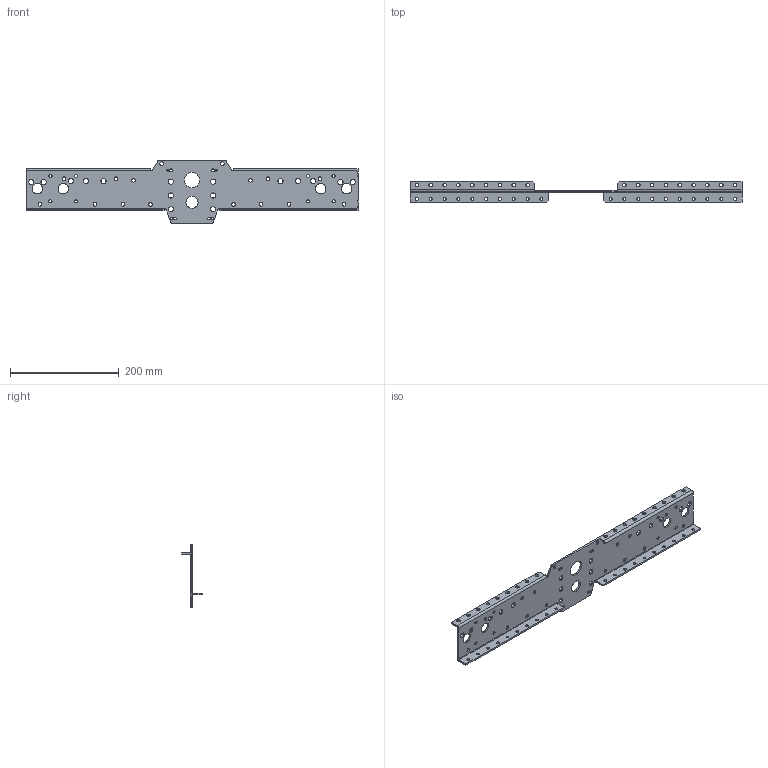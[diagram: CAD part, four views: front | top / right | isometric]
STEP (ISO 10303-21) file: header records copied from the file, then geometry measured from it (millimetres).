
FILE_DESCRIPTION(/* description */ (''),/* implementation_level */ '2;1');
FILE_NAME(/* name */ 'am-2952 AM14U2 Inside Sheet Wide.ipt.step',/* time_stamp */ '2015-01-02T19:12:23-08:00',/* author */ ('Autodesk Inc.'),/* organization */ (''),/* preprocessor_version */ 'ST-DEVELOPER v15.6',/* originating_system */ 'Autodesk Inventor 2015',/* authorisation */ '');
FILE_SCHEMA (('AUTOMOTIVE_DESIGN { 1 0 10303 214 3 1 1 }'));
Length unit declared in the file: inch
Products named in the file (1): am-2952 AM14U2 Inside Sheet Wide
Bounding box: 609.6 x 38.1 x 116.33 mm (x, y, z)
Volume: 196627.4 mm3; surface area: 135820.9 mm2
Topology: 1 solids, 1 shells, 170 faces, 480 edges, 312 vertices
Faces by surface type: cylinder 120, plane 50
Full cylindrical faces by diameter (mm): 4.064 x4, 5.08 x4, 5.334 x24, 6.706 x32, 6.807 x2, 9.525 x6, 9.652 x10, 19.05 x4, 22.225 x1, 28.575 x1
Entity records: 5553 total; most frequent: DIRECTION 974, CARTESIAN_POINT 875, ORIENTED_EDGE 784, EDGE_LOOP 442, AXIS2_PLACEMENT_3D 411, EDGE_CURVE 392, VERTEX_POINT 312, FACE_BOUND 272
